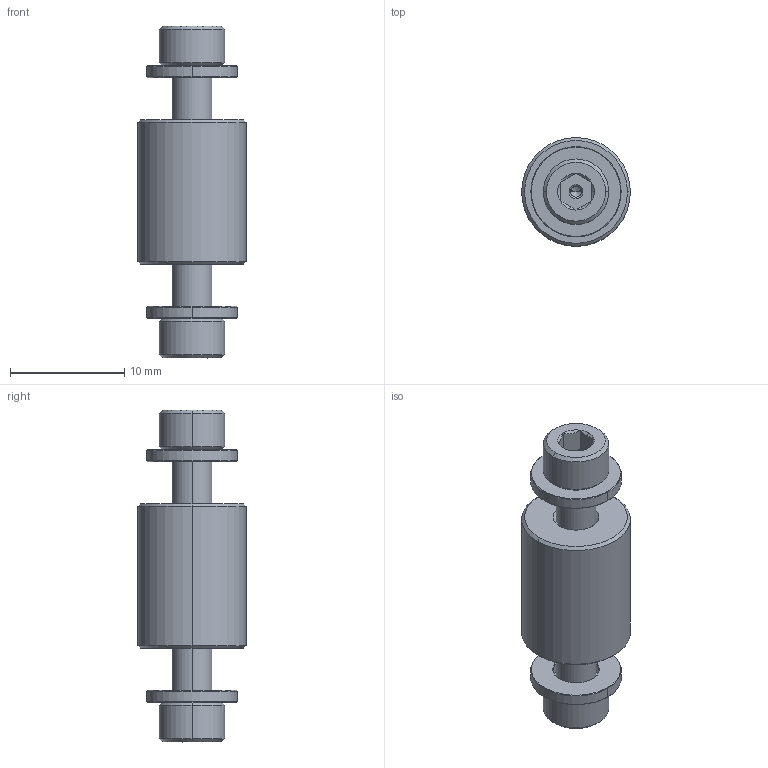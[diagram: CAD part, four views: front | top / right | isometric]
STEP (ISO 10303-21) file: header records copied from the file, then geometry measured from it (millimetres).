
FILE_DESCRIPTION (( 'STEP AP203' ), '1' );
FILE_NAME ('111170.stp', '2018-06-13T18:09:54', ( '' ), ( '' ), 'SwSTEP 2.0', 'SolidWorks 2012', '' );
FILE_SCHEMA (( 'CONFIG_CONTROL_DESIGN' ));
Length unit declared in the file: centimetre
Products named in the file (1): 111170
Bounding box: 9.53 x 9.53 x 29.11 mm (x, y, z)
Volume: 1200.1 mm3; surface area: 1112.6 mm2
Topology: 1 solids, 1 shells, 106 faces, 222 edges, 128 vertices
Faces by surface type: cone 58, plane 26, cylinder 22
Entity records: 2913 total; most frequent: CARTESIAN_POINT 539, DIRECTION 530, ORIENTED_EDGE 436, AXIS2_PLACEMENT_3D 219, EDGE_CURVE 218, VERTEX_POINT 128, EDGE_LOOP 120, CIRCLE 112
